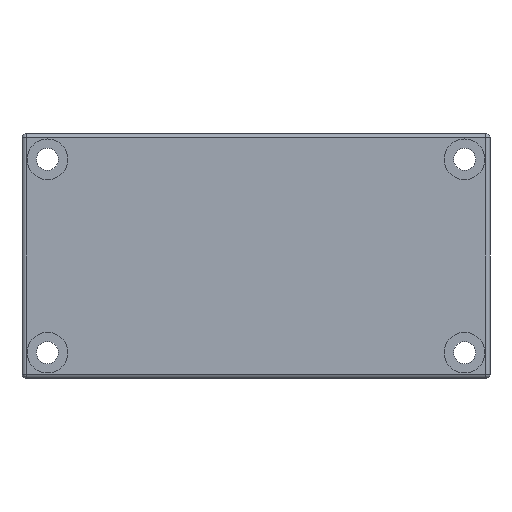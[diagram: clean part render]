
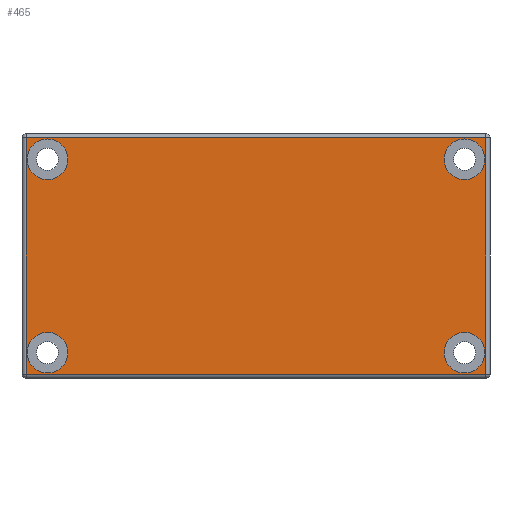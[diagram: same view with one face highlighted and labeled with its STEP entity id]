
A CAD part, front view. The second image highlights one B-rep face of the part: STEP entity #465.
In plain terms, the highlighted planar face has unit normal (0, -1, 0).
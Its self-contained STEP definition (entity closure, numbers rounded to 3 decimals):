
#3 = CARTESIAN_POINT ( 'NONE',  ( 1.25, 0., 1.25 ) ) ;
#4 = DIRECTION ( 'NONE',  ( 0., 0., -1. ) ) ;
#7 = AXIS2_PLACEMENT_3D ( 'NONE', #1026, #521, #375 ) ;
#51 = ORIENTED_EDGE ( 'NONE', *, *, #549, .F. ) ;
#82 = DIRECTION ( 'NONE',  ( -1., 0., 0. ) ) ;
#91 = VERTEX_POINT ( 'NONE', #2037 ) ;
#93 = CARTESIAN_POINT ( 'NONE',  ( 21.75, 0., 1.25 ) ) ;
#99 = LINE ( 'NONE', #1357, #1494 ) ;
#141 = ORIENTED_EDGE ( 'NONE', *, *, #555, .F. ) ;
#179 = DIRECTION ( 'NONE',  ( 0., 0., -1. ) ) ;
#190 = EDGE_LOOP ( 'NONE', ( #653, #1739 ) ) ;
#201 = CARTESIAN_POINT ( 'NONE',  ( 1.25, 0., 9.75 ) ) ;
#237 = CARTESIAN_POINT ( 'NONE',  ( 1.25, 0., 1.25 ) ) ;
#248 = EDGE_LOOP ( 'NONE', ( #141, #51 ) ) ;
#260 = CARTESIAN_POINT ( 'NONE',  ( 1.25, 0., 10.75 ) ) ;
#266 = CIRCLE ( 'NONE', #7, 1. ) ;
#268 = DIRECTION ( 'NONE',  ( 0., 0., -1. ) ) ;
#291 = AXIS2_PLACEMENT_3D ( 'NONE', #569, #1715, #1384 ) ;
#306 = DIRECTION ( 'NONE',  ( 0., 0., -1. ) ) ;
#316 = CIRCLE ( 'NONE', #2017, 1. ) ;
#347 = EDGE_CURVE ( 'NONE', #1863, #91, #1930, .T. ) ;
#362 = DIRECTION ( 'NONE',  ( 0., 0., 1. ) ) ;
#371 = FACE_OUTER_BOUND ( 'NONE', #609, .T. ) ;
#375 = DIRECTION ( 'NONE',  ( 0., 0., -1. ) ) ;
#394 = CARTESIAN_POINT ( 'NONE',  ( 1.25, 0., 0.25 ) ) ;
#399 = CIRCLE ( 'NONE', #561, 1. ) ;
#401 = DIRECTION ( 'NONE',  ( 0., 0., 1. ) ) ;
#403 = EDGE_LOOP ( 'NONE', ( #514, #1426 ) ) ;
#430 = CIRCLE ( 'NONE', #1080, 1. ) ;
#452 = CARTESIAN_POINT ( 'NONE',  ( 1.25, 0., 11.75 ) ) ;
#465 = ADVANCED_FACE ( 'NONE', ( #830, #1823, #1259, #928, #371 ), #1686, .F. ) ;
#487 = VERTEX_POINT ( 'NONE', #1714 ) ;
#497 = VERTEX_POINT ( 'NONE', #394 ) ;
#501 = VERTEX_POINT ( 'NONE', #727 ) ;
#503 = LINE ( 'NONE', #1658, #1944 ) ;
#514 = ORIENTED_EDGE ( 'NONE', *, *, #940, .F. ) ;
#516 = ORIENTED_EDGE ( 'NONE', *, *, #347, .F. ) ;
#521 = DIRECTION ( 'NONE',  ( 0., -1., 0. ) ) ;
#527 = DIRECTION ( 'NONE',  ( 0., -1., 0. ) ) ;
#549 = EDGE_CURVE ( 'NONE', #657, #1961, #1186, .T. ) ;
#555 = EDGE_CURVE ( 'NONE', #1961, #657, #399, .T. ) ;
#561 = AXIS2_PLACEMENT_3D ( 'NONE', #260, #1741, #268 ) ;
#569 = CARTESIAN_POINT ( 'NONE',  ( 21.75, 0., 10.75 ) ) ;
#579 = EDGE_CURVE ( 'NONE', #91, #1863, #430, .T. ) ;
#609 = EDGE_LOOP ( 'NONE', ( #1982, #1853, #1046, #1802 ) ) ;
#653 = ORIENTED_EDGE ( 'NONE', *, *, #2120, .F. ) ;
#657 = VERTEX_POINT ( 'NONE', #452 ) ;
#694 = EDGE_CURVE ( 'NONE', #1353, #729, #266, .T. ) ;
#721 = CIRCLE ( 'NONE', #291, 1. ) ;
#727 = CARTESIAN_POINT ( 'NONE',  ( 1.25, 0., 2.25 ) ) ;
#729 = VERTEX_POINT ( 'NONE', #1861 ) ;
#762 = DIRECTION ( 'NONE',  ( 0., 0., -1. ) ) ;
#774 = DIRECTION ( 'NONE',  ( 0., 0., -1. ) ) ;
#793 = CARTESIAN_POINT ( 'NONE',  ( 0., 0., 11.8 ) ) ;
#795 = DIRECTION ( 'NONE',  ( 0., 0., -1. ) ) ;
#830 = FACE_BOUND ( 'NONE', #190, .T. ) ;
#840 = EDGE_LOOP ( 'NONE', ( #516, #1775 ) ) ;
#867 = VERTEX_POINT ( 'NONE', #914 ) ;
#914 = CARTESIAN_POINT ( 'NONE',  ( 22.8, 0., 0.2 ) ) ;
#928 = FACE_BOUND ( 'NONE', #403, .T. ) ;
#940 = EDGE_CURVE ( 'NONE', #729, #1353, #721, .T. ) ;
#1017 = VERTEX_POINT ( 'NONE', #1451 ) ;
#1026 = CARTESIAN_POINT ( 'NONE',  ( 21.75, 0., 10.75 ) ) ;
#1029 = CARTESIAN_POINT ( 'NONE',  ( 21.75, 0., 0.25 ) ) ;
#1046 = ORIENTED_EDGE ( 'NONE', *, *, #1330, .T. ) ;
#1080 = AXIS2_PLACEMENT_3D ( 'NONE', #93, #1428, #762 ) ;
#1114 = AXIS2_PLACEMENT_3D ( 'NONE', #1643, #527, #4 ) ;
#1186 = CIRCLE ( 'NONE', #1675, 1. ) ;
#1194 = DIRECTION ( 'NONE',  ( 0., -1., 0. ) ) ;
#1200 = VERTEX_POINT ( 'NONE', #1678 ) ;
#1241 = DIRECTION ( 'NONE',  ( 0., 1., 0. ) ) ;
#1259 = FACE_BOUND ( 'NONE', #840, .T. ) ;
#1330 = EDGE_CURVE ( 'NONE', #867, #1200, #99, .T. ) ;
#1353 = VERTEX_POINT ( 'NONE', #1388 ) ;
#1357 = CARTESIAN_POINT ( 'NONE',  ( 22.8, 0., 12. ) ) ;
#1384 = DIRECTION ( 'NONE',  ( 0., 0., -1. ) ) ;
#1388 = CARTESIAN_POINT ( 'NONE',  ( 21.75, 0., 11.75 ) ) ;
#1404 = CARTESIAN_POINT ( 'NONE',  ( 1.25, 0., 10.75 ) ) ;
#1426 = ORIENTED_EDGE ( 'NONE', *, *, #694, .F. ) ;
#1428 = DIRECTION ( 'NONE',  ( 0., -1., 0. ) ) ;
#1439 = EDGE_CURVE ( 'NONE', #501, #497, #316, .T. ) ;
#1451 = CARTESIAN_POINT ( 'NONE',  ( 0.2, 0., 0.2 ) ) ;
#1494 = VECTOR ( 'NONE', #362, 1000. ) ;
#1514 = CIRCLE ( 'NONE', #1762, 1. ) ;
#1529 = DIRECTION ( 'NONE',  ( 1., 0., 0. ) ) ;
#1569 = DIRECTION ( 'NONE',  ( 0., -1., 0. ) ) ;
#1611 = VECTOR ( 'NONE', #82, 1000. ) ;
#1623 = CARTESIAN_POINT ( 'NONE',  ( 0.2, 0., 12. ) ) ;
#1634 = AXIS2_PLACEMENT_3D ( 'NONE', #1995, #1241, #401 ) ;
#1643 = CARTESIAN_POINT ( 'NONE',  ( 21.75, 0., 1.25 ) ) ;
#1658 = CARTESIAN_POINT ( 'NONE',  ( 0., 0., 0.2 ) ) ;
#1659 = EDGE_CURVE ( 'NONE', #1200, #487, #1740, .T. ) ;
#1675 = AXIS2_PLACEMENT_3D ( 'NONE', #1404, #1936, #795 ) ;
#1678 = CARTESIAN_POINT ( 'NONE',  ( 22.8, 0., 11.8 ) ) ;
#1686 = PLANE ( 'NONE',  #1634 ) ;
#1688 = LINE ( 'NONE', #1623, #2116 ) ;
#1714 = CARTESIAN_POINT ( 'NONE',  ( 0.2, 0., 11.8 ) ) ;
#1715 = DIRECTION ( 'NONE',  ( 0., -1., 0. ) ) ;
#1719 = EDGE_CURVE ( 'NONE', #487, #1017, #1688, .T. ) ;
#1739 = ORIENTED_EDGE ( 'NONE', *, *, #1439, .F. ) ;
#1740 = LINE ( 'NONE', #793, #1611 ) ;
#1741 = DIRECTION ( 'NONE',  ( 0., -1., 0. ) ) ;
#1762 = AXIS2_PLACEMENT_3D ( 'NONE', #237, #1569, #774 ) ;
#1775 = ORIENTED_EDGE ( 'NONE', *, *, #579, .F. ) ;
#1802 = ORIENTED_EDGE ( 'NONE', *, *, #1659, .T. ) ;
#1823 = FACE_BOUND ( 'NONE', #248, .T. ) ;
#1853 = ORIENTED_EDGE ( 'NONE', *, *, #1900, .T. ) ;
#1861 = CARTESIAN_POINT ( 'NONE',  ( 21.75, 0., 9.75 ) ) ;
#1863 = VERTEX_POINT ( 'NONE', #1029 ) ;
#1900 = EDGE_CURVE ( 'NONE', #1017, #867, #503, .T. ) ;
#1930 = CIRCLE ( 'NONE', #1114, 1. ) ;
#1936 = DIRECTION ( 'NONE',  ( 0., -1., 0. ) ) ;
#1944 = VECTOR ( 'NONE', #1529, 1000. ) ;
#1961 = VERTEX_POINT ( 'NONE', #201 ) ;
#1982 = ORIENTED_EDGE ( 'NONE', *, *, #1719, .T. ) ;
#1995 = CARTESIAN_POINT ( 'NONE',  ( 0., 0., 12. ) ) ;
#2017 = AXIS2_PLACEMENT_3D ( 'NONE', #3, #1194, #179 ) ;
#2037 = CARTESIAN_POINT ( 'NONE',  ( 21.75, 0., 2.25 ) ) ;
#2116 = VECTOR ( 'NONE', #306, 1000. ) ;
#2120 = EDGE_CURVE ( 'NONE', #497, #501, #1514, .T. ) ;
